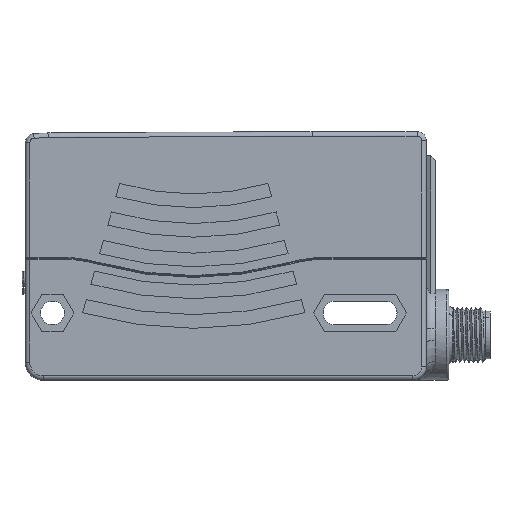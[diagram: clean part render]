
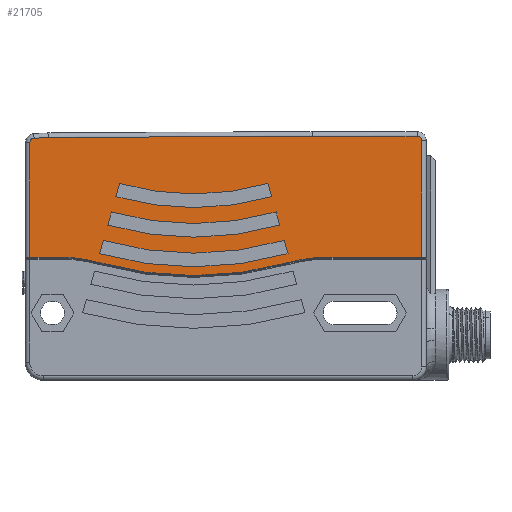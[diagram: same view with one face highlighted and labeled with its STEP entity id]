
A CAD part, left-side view. The second image highlights one B-rep face of the part: STEP entity #21705.
In plain terms, the highlighted planar face has unit normal (-1, 0, 0).
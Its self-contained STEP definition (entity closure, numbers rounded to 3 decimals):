
#361=DIRECTION('',(0.,-1.,0.));
#362=VECTOR('',#361,7.);
#363=CARTESIAN_POINT('',(-12.9,87.,5.2));
#364=LINE('',#363,#362);
#368=DIRECTION('',(0.,0.,-1.));
#369=VECTOR('',#368,25.14);
#370=CARTESIAN_POINT('',(-12.9,87.,30.34));
#371=LINE('',#370,#369);
#375=CARTESIAN_POINT('',(-12.9,86.,30.34));
#376=DIRECTION('',(-1.,0.,0.));
#377=DIRECTION('',(0.,0.052,0.999));
#378=AXIS2_PLACEMENT_3D('',#375,#376,#377);
#383=DIRECTION('',(0.,0.999,-0.052));
#384=VECTOR('',#383,3.085);
#385=CARTESIAN_POINT('',(-12.9,82.971,31.5));
#386=LINE('',#385,#384);
#390=DIRECTION('',(0.,-1.,0.005));
#391=VECTOR('',#390,57.972);
#392=CARTESIAN_POINT('',(-12.9,82.971,31.5));
#393=LINE('',#392,#391);
#397=DIRECTION('',(0.,-1.,0.));
#398=VECTOR('',#397,23.);
#399=CARTESIAN_POINT('',(-12.9,25.,31.804));
#400=LINE('',#399,#398);
#404=CARTESIAN_POINT('',(-12.9,2.,30.804));
#405=DIRECTION('',(1.,0.,0.));
#406=DIRECTION('',(0.,0.,1.));
#407=AXIS2_PLACEMENT_3D('',#404,#405,#406);
#412=DIRECTION('',(0.,0.,-1.));
#413=VECTOR('',#412,25.604);
#414=CARTESIAN_POINT('',(-12.9,1.,30.804));
#415=LINE('',#414,#413);
#419=DIRECTION('',(0.,1.,0.));
#420=VECTOR('',#419,21.);
#421=CARTESIAN_POINT('',(-12.9,1.,5.2));
#422=LINE('',#421,#420);
#426=CARTESIAN_POINT('',(-12.9,22.,-25.));
#427=DIRECTION('',(1.,0.,0.));
#428=DIRECTION('',(0.,0.271,0.963));
#429=AXIS2_PLACEMENT_3D('',#426,#427,#428);
#434=CARTESIAN_POINT('',(-12.9,51.,78.125));
#435=DIRECTION('',(-1.,0.,0.));
#436=DIRECTION('',(0.,0.271,-0.963));
#437=AXIS2_PLACEMENT_3D('',#434,#435,#436);
#442=CARTESIAN_POINT('',(-12.9,80.,-25.));
#443=DIRECTION('',(1.,0.,0.));
#444=DIRECTION('',(0.,0.,1.));
#445=AXIS2_PLACEMENT_3D('',#442,#443,#444);
#450=DIRECTION('',(0.,-0.276,-0.961));
#451=VECTOR('',#450,3.);
#452=CARTESIAN_POINT('',(-12.9,34.737,21.411));
#453=LINE('',#452,#451);
#457=CARTESIAN_POINT('',(-12.9,51.,78.125));
#458=DIRECTION('',(1.,0.,0.));
#459=DIRECTION('',(0.,-0.276,-0.961));
#460=AXIS2_PLACEMENT_3D('',#457,#458,#459);
#465=DIRECTION('',(0.,-0.276,0.961));
#466=VECTOR('',#465,3.);
#467=CARTESIAN_POINT('',(-12.9,68.09,18.527));
#468=LINE('',#467,#466);
#472=CARTESIAN_POINT('',(-12.9,51.,78.125));
#473=DIRECTION('',(1.,0.,0.));
#474=DIRECTION('',(0.,-0.276,-0.961));
#475=AXIS2_PLACEMENT_3D('',#472,#473,#474);
#480=DIRECTION('',(0.,-0.276,-0.961));
#481=VECTOR('',#480,3.);
#482=CARTESIAN_POINT('',(-12.9,32.946,15.162));
#483=LINE('',#482,#481);
#487=CARTESIAN_POINT('',(-12.9,51.,78.125));
#488=DIRECTION('',(1.,0.,0.));
#489=DIRECTION('',(0.,-0.276,-0.961));
#490=AXIS2_PLACEMENT_3D('',#487,#488,#489);
#495=DIRECTION('',(0.,-0.276,0.961));
#496=VECTOR('',#495,3.);
#497=CARTESIAN_POINT('',(-12.9,69.881,12.279));
#498=LINE('',#497,#496);
#502=CARTESIAN_POINT('',(-12.9,51.,78.125));
#503=DIRECTION('',(1.,0.,0.));
#504=DIRECTION('',(0.,-0.276,-0.961));
#505=AXIS2_PLACEMENT_3D('',#502,#503,#504);
#510=DIRECTION('',(0.,-0.276,-0.961));
#511=VECTOR('',#510,3.);
#512=CARTESIAN_POINT('',(-12.9,31.154,8.914));
#513=LINE('',#512,#511);
#517=CARTESIAN_POINT('',(-12.9,51.,78.125));
#518=DIRECTION('',(1.,0.,0.));
#519=DIRECTION('',(0.,-0.276,-0.961));
#520=AXIS2_PLACEMENT_3D('',#517,#518,#519);
#525=DIRECTION('',(0.,-0.276,0.961));
#526=VECTOR('',#525,3.);
#527=CARTESIAN_POINT('',(-12.9,71.673,6.03));
#528=LINE('',#527,#526);
#532=CARTESIAN_POINT('',(-12.9,51.,78.125));
#533=DIRECTION('',(1.,0.,0.));
#534=DIRECTION('',(0.,-0.276,-0.961));
#535=AXIS2_PLACEMENT_3D('',#532,#533,#534);
#20891=CARTESIAN_POINT('',(-12.9,34.737,21.411));
#20892=CARTESIAN_POINT('',(-12.9,33.91,18.527));
#20893=VERTEX_POINT('',#20891);
#20894=VERTEX_POINT('',#20892);
#20895=CARTESIAN_POINT('',(-12.9,68.09,18.527));
#20896=VERTEX_POINT('',#20895);
#20897=CARTESIAN_POINT('',(-12.9,67.263,21.411));
#20898=VERTEX_POINT('',#20897);
#20899=CARTESIAN_POINT('',(-12.9,32.946,15.162));
#20900=CARTESIAN_POINT('',(-12.9,32.119,12.279));
#20901=VERTEX_POINT('',#20899);
#20902=VERTEX_POINT('',#20900);
#20903=CARTESIAN_POINT('',(-12.9,69.881,12.279));
#20904=VERTEX_POINT('',#20903);
#20905=CARTESIAN_POINT('',(-12.9,69.054,15.162));
#20906=VERTEX_POINT('',#20905);
#20907=CARTESIAN_POINT('',(-12.9,31.154,8.914));
#20908=CARTESIAN_POINT('',(-12.9,30.327,6.03));
#20909=VERTEX_POINT('',#20907);
#20910=VERTEX_POINT('',#20908);
#20911=CARTESIAN_POINT('',(-12.9,71.673,6.03));
#20912=VERTEX_POINT('',#20911);
#20913=CARTESIAN_POINT('',(-12.9,70.846,8.914));
#20914=VERTEX_POINT('',#20913);
#20963=CARTESIAN_POINT('',(-12.9,2.,31.804));
#20964=CARTESIAN_POINT('',(-12.9,1.,30.804));
#20965=VERTEX_POINT('',#20963);
#20966=VERTEX_POINT('',#20964);
#20969=CARTESIAN_POINT('',(-12.9,25.,
31.804));
#20970=VERTEX_POINT('',#20969);
#20971=CARTESIAN_POINT('',(-12.9,82.971,31.5));
#20972=VERTEX_POINT('',#20971);
#20973=CARTESIAN_POINT('',(-12.9,86.052,31.339));
#20974=CARTESIAN_POINT('',(-12.9,87.,30.34));
#20975=VERTEX_POINT('',#20973);
#20976=VERTEX_POINT('',#20974);
#20983=CARTESIAN_POINT('',(-12.9,87.,5.2));
#20984=CARTESIAN_POINT('',(-12.9,80.,5.2));
#20985=VERTEX_POINT('',#20983);
#20986=VERTEX_POINT('',#20984);
#20987=CARTESIAN_POINT('',(-12.9,71.825,4.072));
#20988=VERTEX_POINT('',#20987);
#20989=CARTESIAN_POINT('',(-12.9,30.175,4.072));
#20990=VERTEX_POINT('',#20989);
#20991=CARTESIAN_POINT('',(-12.9,22.,5.2));
#20992=VERTEX_POINT('',#20991);
#20993=CARTESIAN_POINT('',(-12.9,1.,5.2));
#20994=VERTEX_POINT('',#20993);
#21645=CARTESIAN_POINT('',(-12.9,68.,30.));
#21646=DIRECTION('',(1.,0.,0.));
#21647=DIRECTION('',(0.,0.,-1.));
#21648=AXIS2_PLACEMENT_3D('',#21645,#21646,#21647);
#21649=PLANE('',#21648);
#21651=ORIENTED_EDGE('',*,*,#21650,.F.);
#21653=ORIENTED_EDGE('',*,*,#21652,.F.);
#21655=ORIENTED_EDGE('',*,*,#21654,.F.);
#21657=ORIENTED_EDGE('',*,*,#21656,.F.);
#21659=ORIENTED_EDGE('',*,*,#21658,.T.);
#21661=ORIENTED_EDGE('',*,*,#21660,.T.);
#21663=ORIENTED_EDGE('',*,*,#21662,.T.);
#21665=ORIENTED_EDGE('',*,*,#21664,.T.);
#21666=ORIENTED_EDGE('',*,*,#21629,.T.);
#21668=ORIENTED_EDGE('',*,*,#21667,.F.);
#21670=ORIENTED_EDGE('',*,*,#21669,.F.);
#21672=ORIENTED_EDGE('',*,*,#21671,.F.);
#21673=EDGE_LOOP('',(#21651,#21653,#21655,#21657,#21659,#21661,#21663,#21665,
#21666,#21668,#21670,#21672));
#21674=FACE_OUTER_BOUND('',#21673,.F.);
#21676=ORIENTED_EDGE('',*,*,#21675,.F.);
#21678=ORIENTED_EDGE('',*,*,#21677,.T.);
#21680=ORIENTED_EDGE('',*,*,#21679,.F.);
#21682=ORIENTED_EDGE('',*,*,#21681,.F.);
#21683=EDGE_LOOP('',(#21676,#21678,#21680,#21682));
#21684=FACE_BOUND('',#21683,.F.);
#21686=ORIENTED_EDGE('',*,*,#21685,.F.);
#21688=ORIENTED_EDGE('',*,*,#21687,.T.);
#21690=ORIENTED_EDGE('',*,*,#21689,.F.);
#21692=ORIENTED_EDGE('',*,*,#21691,.F.);
#21693=EDGE_LOOP('',(#21686,#21688,#21690,#21692));
#21694=FACE_BOUND('',#21693,.F.);
#21696=ORIENTED_EDGE('',*,*,#21695,.F.);
#21698=ORIENTED_EDGE('',*,*,#21697,.T.);
#21700=ORIENTED_EDGE('',*,*,#21699,.F.);
#21702=ORIENTED_EDGE('',*,*,#21701,.F.);
#21703=EDGE_LOOP('',(#21696,#21698,#21700,#21702));
#21704=FACE_BOUND('',#21703,.F.);
#21705=ADVANCED_FACE('',(#21674,#21684,#21694,#21704),#21649,.F.);
#379=CIRCLE('',#378,1.);
#408=CIRCLE('',#407,1.);
#430=CIRCLE('',#429,30.2);
#438=CIRCLE('',#437,76.925);
#446=CIRCLE('',#445,30.2);
#461=CIRCLE('',#460,59.);
#476=CIRCLE('',#475,62.);
#491=CIRCLE('',#490,65.5);
#506=CIRCLE('',#505,68.5);
#521=CIRCLE('',#520,72.);
#536=CIRCLE('',#535,75.);
#21629=EDGE_CURVE('',#20994,#20992,#422,.T.);
#21650=EDGE_CURVE('',#20985,#20986,#364,.T.);
#21652=EDGE_CURVE('',#20976,#20985,#371,.T.);
#21654=EDGE_CURVE('',#20975,#20976,#379,.T.);
#21656=EDGE_CURVE('',#20972,#20975,#386,.T.);
#21658=EDGE_CURVE('',#20972,#20970,#393,.T.);
#21660=EDGE_CURVE('',#20970,#20965,#400,.T.);
#21662=EDGE_CURVE('',#20965,#20966,#408,.T.);
#21664=EDGE_CURVE('',#20966,#20994,#415,.T.);
#21667=EDGE_CURVE('',#20990,#20992,#430,.T.);
#21669=EDGE_CURVE('',#20988,#20990,#438,.T.);
#21671=EDGE_CURVE('',#20986,#20988,#446,.T.);
#21675=EDGE_CURVE('',#20893,#20894,#453,.T.);
#21677=EDGE_CURVE('',#20893,#20898,#461,.T.);
#21679=EDGE_CURVE('',#20896,#20898,#468,.T.);
#21681=EDGE_CURVE('',#20894,#20896,#476,.T.);
#21685=EDGE_CURVE('',#20901,#20902,#483,.T.);
#21687=EDGE_CURVE('',#20901,#20906,#491,.T.);
#21689=EDGE_CURVE('',#20904,#20906,#498,.T.);
#21691=EDGE_CURVE('',#20902,#20904,#506,.T.);
#21695=EDGE_CURVE('',#20909,#20910,#513,.T.);
#21697=EDGE_CURVE('',#20909,#20914,#521,.T.);
#21699=EDGE_CURVE('',#20912,#20914,#528,.T.);
#21701=EDGE_CURVE('',#20910,#20912,#536,.T.);
